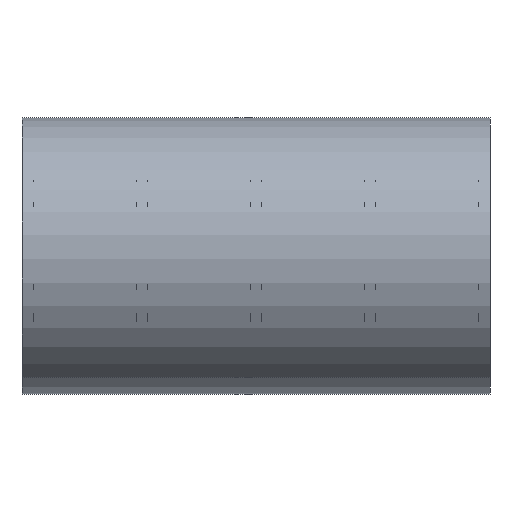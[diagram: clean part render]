
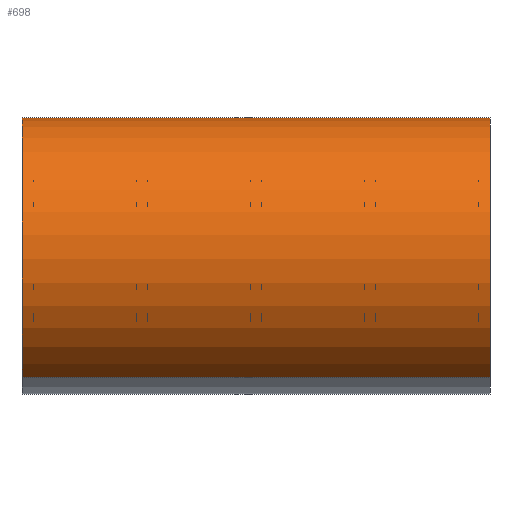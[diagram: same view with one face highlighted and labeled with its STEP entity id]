
A CAD part, front view. The second image highlights one B-rep face of the part: STEP entity #698.
In plain terms, the highlighted cylindrical face has radius 605 mm (diameter 1210 mm), a partial arc.
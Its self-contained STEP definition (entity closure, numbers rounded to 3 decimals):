
#642=CARTESIAN_POINT('Axis2P3D Location',(-1000.,0.,0.)) ;
#651=CARTESIAN_POINT('Vertex',(-2025.,290.052,530.937)) ;
#653=CARTESIAN_POINT('Vertex',(-2025.,-290.052,-530.937)) ;
#656=CARTESIAN_POINT('Line Origine',(-1000.,290.052,530.937)) ;
#660=CARTESIAN_POINT('Vertex',(25.,290.052,530.937)) ;
#667=CARTESIAN_POINT('Vertex',(25.,-290.052,-530.937)) ;
#670=CARTESIAN_POINT('Line Origine',(-1000.,-290.052,-530.937)) ;
#682=CARTESIAN_POINT('Axis2P3D Location',(25.,0.,0.)) ;
#687=CARTESIAN_POINT('Axis2P3D Location',(-2025.,0.,0.)) ;
#643=DIRECTION('Axis2P3D Direction',(1.,0.,-0.)) ;
#644=DIRECTION('Axis2P3D XDirection',(0.,0.479,0.878)) ;
#657=DIRECTION('Vector Direction',(1.,0.,0.)) ;
#671=DIRECTION('Vector Direction',(1.,0.,0.)) ;
#683=DIRECTION('Axis2P3D Direction',(1.,0.,-0.)) ;
#688=DIRECTION('Axis2P3D Direction',(1.,0.,-0.)) ;
#645=AXIS2_PLACEMENT_3D('Cylinder Axis2P3D',#642,#643,#644) ;
#684=AXIS2_PLACEMENT_3D('Circle Axis2P3D',#682,#683,$) ;
#689=AXIS2_PLACEMENT_3D('Circle Axis2P3D',#687,#688,$) ;
#693=ORIENTED_EDGE('',*,*,#674,.F.) ;
#694=ORIENTED_EDGE('',*,*,#686,.F.) ;
#695=ORIENTED_EDGE('',*,*,#662,.T.) ;
#696=ORIENTED_EDGE('',*,*,#691,.F.) ;
#658=VECTOR('Line Direction',#657,1.) ;
#672=VECTOR('Line Direction',#671,1.) ;
#698=ADVANCED_FACE('PartBody',(#697),#646,.T.) ;
#685=CIRCLE('generated circle',#684,605.) ;
#690=CIRCLE('generated circle',#689,605.) ;
#646=CYLINDRICAL_SURFACE('generated cylinder',#645,605.) ;
#662=EDGE_CURVE('',#661,#652,#659,.F.) ;
#674=EDGE_CURVE('',#668,#654,#673,.F.) ;
#686=EDGE_CURVE('',#661,#668,#685,.T.) ;
#691=EDGE_CURVE('',#654,#652,#690,.F.) ;
#692=EDGE_LOOP('',(#693,#694,#695,#696)) ;
#697=FACE_OUTER_BOUND('',#692,.T.) ;
#659=LINE('Line',#656,#658) ;
#673=LINE('Line',#670,#672) ;
#652=VERTEX_POINT('',#651) ;
#654=VERTEX_POINT('',#653) ;
#661=VERTEX_POINT('',#660) ;
#668=VERTEX_POINT('',#667) ;
